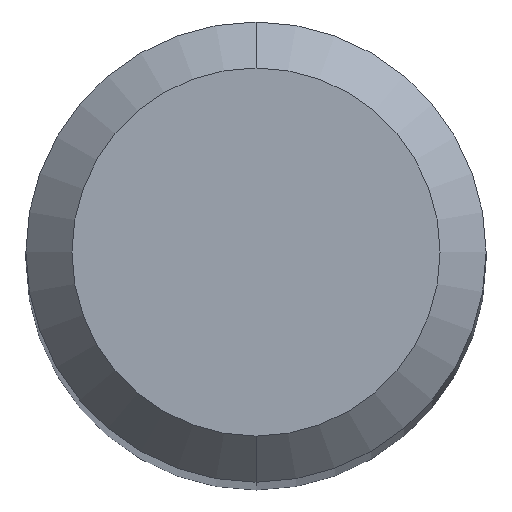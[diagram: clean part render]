
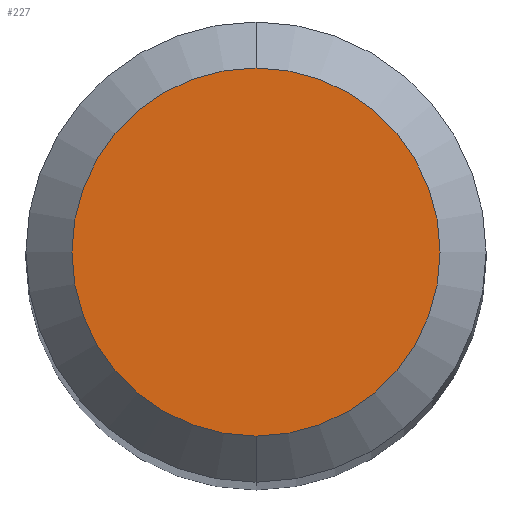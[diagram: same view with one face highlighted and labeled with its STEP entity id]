
A CAD part, top view. The second image highlights one B-rep face of the part: STEP entity #227.
In plain terms, the highlighted planar face has unit normal (0, 0, 1).
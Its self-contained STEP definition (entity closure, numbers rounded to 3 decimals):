
#227=ADVANCED_FACE('',(#539),#540,.T.);
#273=VERTEX_POINT('',#592);
#331=EDGE_CURVE('',#445,#273,#657,.T.);
#385=EDGE_CURVE('',#273,#445,#713,.T.);
#445=VERTEX_POINT('',#780);
#539=FACE_OUTER_BOUND('',#952,.T.);
#540=PLANE('',#953);
#592=CARTESIAN_POINT('',(0.0,1.2,0.0));
#657=CIRCLE('',#1135,1.2);
#713=CIRCLE('',#1284,1.2);
#780=CARTESIAN_POINT('',(0.,-1.2,0.0));
#952=EDGE_LOOP('',(#1508,#1509));
#953=AXIS2_PLACEMENT_3D('',#1510,#1511,#1512);
#1135=AXIS2_PLACEMENT_3D('',#1662,#1663,#1664);
#1284=AXIS2_PLACEMENT_3D('',#1709,#1710,#1711);
#1508=ORIENTED_EDGE('',*,*,#385,.F.);
#1509=ORIENTED_EDGE('',*,*,#331,.F.);
#1510=CARTESIAN_POINT('',(0.0,0.6,0.0));
#1511=DIRECTION('',(-0.0,0.0,1.0));
#1512=DIRECTION('',(0.0,-1.0,0.0));
#1662=CARTESIAN_POINT('',(0.0,0.0,0.0));
#1663=DIRECTION('',(0.0,0.0,-1.0));
#1664=DIRECTION('',(0.0,1.0,0.0));
#1709=CARTESIAN_POINT('',(0.0,0.0,0.0));
#1710=DIRECTION('',(0.0,0.0,-1.0));
#1711=DIRECTION('',(0.0,1.0,0.0));
